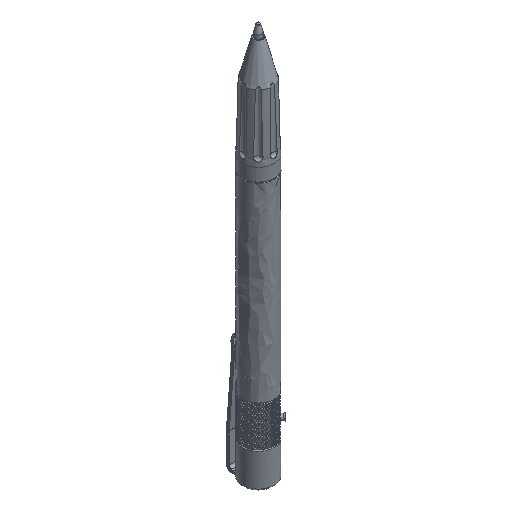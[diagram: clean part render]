
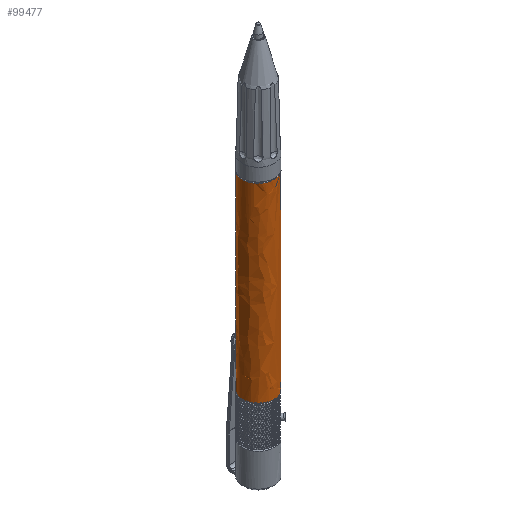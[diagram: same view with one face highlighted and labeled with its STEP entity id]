
A CAD part, isometric view. The second image highlights one B-rep face of the part: STEP entity #99477.
In plain terms, the highlighted free-form (B-spline) face has degree [2, 1] with [9, 2] control points.
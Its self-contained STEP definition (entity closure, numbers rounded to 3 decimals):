
#99477 = ADVANCED_FACE('',(#99478),#99557,.T.);
#99478 = FACE_BOUND('',#99479,.T.);
#99479 = EDGE_LOOP('',(#99480,#99492,#99499,#99507,#99522,#99532,#99539,
    #99550,#99551));
#99480 = ORIENTED_EDGE('',*,*,#99481,.T.);
#99481 = EDGE_CURVE('',#99482,#99484,#99486,.T.);
#99482 = VERTEX_POINT('',#99483);
#99483 = CARTESIAN_POINT('',(-7.678,0.,-55.284));
#99484 = VERTEX_POINT('',#99485);
#99485 = CARTESIAN_POINT('',(4.804,-5.99,
    -55.284));
#99486 = ( BOUNDED_CURVE() B_SPLINE_CURVE(2,(#99487,#99488,#99489,#99490
,#99491),.UNSPECIFIED.,.F.,.F.) B_SPLINE_CURVE_WITH_KNOTS((3,2,3),(0.,
2.018,4.036),.PIECEWISE_BEZIER_KNOTS.) CURVE() 
GEOMETRIC_REPRESENTATION_ITEM() RATIONAL_B_SPLINE_CURVE((1.,
0.533,1.,0.533,1.)) REPRESENTATION_ITEM('') );
#99487 = CARTESIAN_POINT('',(-7.678,0.,-55.284));
#99488 = CARTESIAN_POINT('',(-7.678,12.201,
    -55.284));
#99489 = CARTESIAN_POINT('',(3.322,6.923,
    -55.284));
#99490 = CARTESIAN_POINT('',(14.322,1.644,
    -55.284));
#99491 = CARTESIAN_POINT('',(4.804,-5.99,
    -55.284));
#99492 = ORIENTED_EDGE('',*,*,#99493,.F.);
#99493 = EDGE_CURVE('',#99494,#99484,#99496,.T.);
#99494 = VERTEX_POINT('',#99495);
#99495 = CARTESIAN_POINT('',(4.804,-5.99,
    -145.121));
#99496 = B_SPLINE_CURVE_WITH_KNOTS('',1,(#99497,#99498),.UNSPECIFIED.,
  .F.,.F.,(2,2),(-70.4,-0.2),.PIECEWISE_BEZIER_KNOTS.);
#99497 = CARTESIAN_POINT('',(4.804,-5.99,
    -145.121));
#99498 = CARTESIAN_POINT('',(4.804,-5.99,
    -55.284));
#99499 = ORIENTED_EDGE('',*,*,#99500,.T.);
#99500 = EDGE_CURVE('',#99494,#99501,#99503,.T.);
#99501 = VERTEX_POINT('',#99502);
#99502 = CARTESIAN_POINT('',(4.804,5.99,
    -145.121));
#99503 = ( BOUNDED_CURVE() B_SPLINE_CURVE(2,(#99504,#99505,#99506),
.UNSPECIFIED.,.F.,.F.) B_SPLINE_CURVE_WITH_KNOTS((3,3),(5.388,
7.178),.PIECEWISE_BEZIER_KNOTS.) CURVE() 
GEOMETRIC_REPRESENTATION_ITEM() RATIONAL_B_SPLINE_CURVE((1.,
0.626,1.)) REPRESENTATION_ITEM('') );
#99504 = CARTESIAN_POINT('',(4.804,-5.99,
    -145.121));
#99505 = CARTESIAN_POINT('',(12.272,0.,
    -145.121));
#99506 = CARTESIAN_POINT('',(4.804,5.99,
    -145.121));
#99507 = ORIENTED_EDGE('',*,*,#99508,.T.);
#99508 = EDGE_CURVE('',#99501,#99509,#99511,.T.);
#99509 = VERTEX_POINT('',#99510);
#99510 = CARTESIAN_POINT('',(3.677,6.741,
    -146.145));
#99511 = B_SPLINE_CURVE_WITH_KNOTS('',3,(#99512,#99513,#99514,#99515,
    #99516,#99517,#99518,#99519,#99520,#99521),.UNSPECIFIED.,.F.,.F.,(4,
    2,2,2,4),(0.,0.206,0.411,0.617,
    0.823),.UNSPECIFIED.);
#99512 = CARTESIAN_POINT('',(4.804,5.99,
    -145.121));
#99513 = CARTESIAN_POINT('',(4.683,6.087,
    -145.121));
#99514 = CARTESIAN_POINT('',(4.562,6.178,
    -145.146));
#99515 = CARTESIAN_POINT('',(4.326,6.346,
    -145.244));
#99516 = CARTESIAN_POINT('',(4.211,6.422,
    -145.317));
#99517 = CARTESIAN_POINT('',(4.008,6.55,
    -145.5));
#99518 = CARTESIAN_POINT('',(3.916,6.605,
    -145.612));
#99519 = CARTESIAN_POINT('',(3.769,6.69,
    -145.862));
#99520 = CARTESIAN_POINT('',(3.713,6.721,
    -146.));
#99521 = CARTESIAN_POINT('',(3.677,6.741,
    -146.145));
#99522 = ORIENTED_EDGE('',*,*,#99523,.T.);
#99523 = EDGE_CURVE('',#99509,#99524,#99526,.T.);
#99524 = VERTEX_POINT('',#99525);
#99525 = CARTESIAN_POINT('',(3.744,-6.704,
    -146.145));
#99526 = ( BOUNDED_CURVE() B_SPLINE_CURVE(2,(#99527,#99528,#99529,#99530
,#99531),.UNSPECIFIED.,.F.,.F.) B_SPLINE_CURVE_WITH_KNOTS((3,2,3),(
    1.071,3.147,5.222),
.PIECEWISE_BEZIER_KNOTS.) CURVE() GEOMETRIC_REPRESENTATION_ITEM() 
RATIONAL_B_SPLINE_CURVE((1.,0.508,1.,0.508,1.)) 
REPRESENTATION_ITEM('') );
#99527 = CARTESIAN_POINT('',(3.677,6.741,
    -146.145));
#99528 = CARTESIAN_POINT('',(-7.743,12.969,
    -146.145));
#99529 = CARTESIAN_POINT('',(-7.678,-0.038,
    -146.145));
#99530 = CARTESIAN_POINT('',(-7.613,-13.046,
    -146.145));
#99531 = CARTESIAN_POINT('',(3.744,-6.704,
    -146.145));
#99532 = ORIENTED_EDGE('',*,*,#99533,.F.);
#99533 = EDGE_CURVE('',#99534,#99524,#99536,.T.);
#99534 = VERTEX_POINT('',#99535);
#99535 = CARTESIAN_POINT('',(3.744,-6.704,
    -145.938));
#99536 = B_SPLINE_CURVE_WITH_KNOTS('',1,(#99537,#99538),.UNSPECIFIED.,
  .F.,.F.,(2,2),(-0.462,-0.3),.PIECEWISE_BEZIER_KNOTS.);
#99537 = CARTESIAN_POINT('',(3.744,-6.704,
    -145.938));
#99538 = CARTESIAN_POINT('',(3.744,-6.704,
    -146.145));
#99539 = ORIENTED_EDGE('',*,*,#99540,.T.);
#99540 = EDGE_CURVE('',#99534,#99494,#99541,.T.);
#99541 = B_SPLINE_CURVE_WITH_KNOTS('',3,(#99542,#99543,#99544,#99545,
    #99546,#99547,#99548,#99549),.UNSPECIFIED.,.F.,.F.,(4,2,2,4),(0.,0.5
    ,0.75,1.),.UNSPECIFIED.);
#99542 = CARTESIAN_POINT('',(3.744,-6.704,
    -145.938));
#99543 = CARTESIAN_POINT('',(3.842,-6.649,
    -145.695));
#99544 = CARTESIAN_POINT('',(3.998,-6.559,
    -145.489));
#99545 = CARTESIAN_POINT('',(4.282,-6.375,
    -145.272));
#99546 = CARTESIAN_POINT('',(4.384,-6.305,
    -145.216));
#99547 = CARTESIAN_POINT('',(4.591,-6.156,
    -145.141));
#99548 = CARTESIAN_POINT('',(4.697,-6.076,
    -145.122));
#99549 = CARTESIAN_POINT('',(4.804,-5.99,
    -145.121));
#99550 = ORIENTED_EDGE('',*,*,#99493,.T.);
#99551 = ORIENTED_EDGE('',*,*,#99552,.T.);
#99552 = EDGE_CURVE('',#99484,#99482,#99553,.T.);
#99553 = ( BOUNDED_CURVE() B_SPLINE_CURVE(2,(#99554,#99555,#99556),
.UNSPECIFIED.,.F.,.F.) B_SPLINE_CURVE_WITH_KNOTS((3,3),(4.036,
6.283),.PIECEWISE_BEZIER_KNOTS.) CURVE() 
GEOMETRIC_REPRESENTATION_ITEM() RATIONAL_B_SPLINE_CURVE((1.,
0.433,1.)) REPRESENTATION_ITEM('') );
#99554 = CARTESIAN_POINT('',(4.804,-5.99,
    -55.284));
#99555 = CARTESIAN_POINT('',(-7.678,-16.001,
    -55.284));
#99556 = CARTESIAN_POINT('',(-7.678,0.,
    -55.284));
#99557 = ( BOUNDED_SURFACE() B_SPLINE_SURFACE(2,1,(
    (#99558,#99559)
    ,(#99560,#99561)
    ,(#99562,#99563)
    ,(#99564,#99565)
    ,(#99566,#99567)
    ,(#99568,#99569)
    ,(#99570,#99571)
    ,(#99572,#99573)
    ,(#99574,#99575
)),.UNSPECIFIED.,.T.,.F.,.F.) B_SPLINE_SURFACE_WITH_KNOTS((3,2,2,2,3),(2
    ,2),(5.388,6.283,8.378,10.472,
    11.672),(-71.2,-0.2),.UNSPECIFIED.) 
GEOMETRIC_REPRESENTATION_ITEM() RATIONAL_B_SPLINE_SURFACE((
    (0.755,0.755)
    ,(0.786,0.786)
    ,(1.,1.)
    ,(0.5,0.5)
    ,(1.,1.)
    ,(0.5,0.5)
    ,(1.,1.)
    ,(0.714,0.714)
,(0.755,0.755))) REPRESENTATION_ITEM('') SURFACE() );
#99558 = CARTESIAN_POINT('',(4.895,-5.916,
    -146.145));
#99559 = CARTESIAN_POINT('',(4.895,-5.916,
    -55.284));
#99560 = CARTESIAN_POINT('',(7.678,-3.613,
    -146.145));
#99561 = CARTESIAN_POINT('',(7.678,-3.613,
    -55.284));
#99562 = CARTESIAN_POINT('',(7.678,0.,-146.145));
#99563 = CARTESIAN_POINT('',(7.678,0.,-55.284));
#99564 = CARTESIAN_POINT('',(7.678,13.299,
    -146.145));
#99565 = CARTESIAN_POINT('',(7.678,13.299,
    -55.284));
#99566 = CARTESIAN_POINT('',(-3.839,6.65,
    -146.145));
#99567 = CARTESIAN_POINT('',(-3.839,6.65,
    -55.284));
#99568 = CARTESIAN_POINT('',(-15.357,0.,
    -146.145));
#99569 = CARTESIAN_POINT('',(-15.357,0.,
    -55.284));
#99570 = CARTESIAN_POINT('',(-3.839,-6.65,
    -146.145));
#99571 = CARTESIAN_POINT('',(-3.839,-6.65,
    -55.284));
#99572 = CARTESIAN_POINT('',(0.783,-9.318,
    -146.145));
#99573 = CARTESIAN_POINT('',(0.783,-9.318,
    -55.284));
#99574 = CARTESIAN_POINT('',(4.895,-5.916,
    -146.145));
#99575 = CARTESIAN_POINT('',(4.895,-5.916,
    -55.284));
